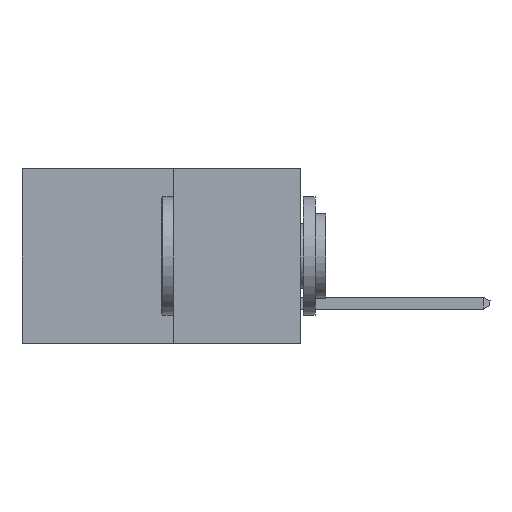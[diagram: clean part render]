
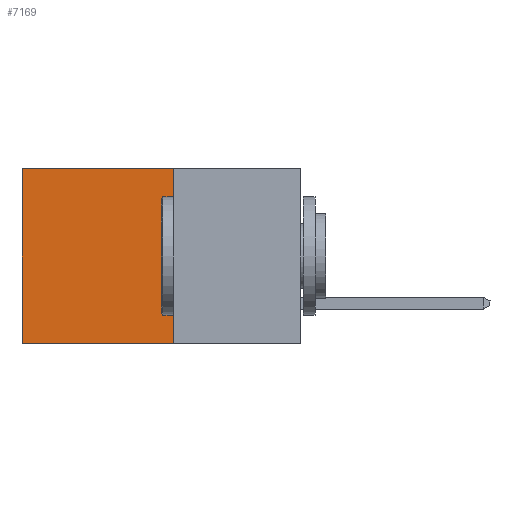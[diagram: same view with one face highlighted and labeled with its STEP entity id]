
A CAD part, left-side view. The second image highlights one B-rep face of the part: STEP entity #7169.
In plain terms, the highlighted planar face has unit normal (-1, 0, 0).
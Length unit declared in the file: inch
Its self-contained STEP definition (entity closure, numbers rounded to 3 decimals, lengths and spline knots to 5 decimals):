
#352 = EDGE_CURVE ( 'NONE', #3808, #8222, #9224, .T. ) ;
#771 = EDGE_CURVE ( 'NONE', #8222, #3470, #1848, .T. ) ;
#809 = CARTESIAN_POINT ( 'NONE',  ( 0.277, 0.27, -0.37 ) ) ;
#1418 = PLANE ( 'NONE',  #8774 ) ;
#1759 = DIRECTION ( 'NONE',  ( 0., 1., 0. ) ) ;
#1848 = LINE ( 'NONE', #2089, #10664 ) ;
#2002 = EDGE_CURVE ( 'NONE', #6345, #3470, #9100, .T. ) ;
#2089 = CARTESIAN_POINT ( 'NONE',  ( 0.277, 0.59, -0.37 ) ) ;
#2247 = CARTESIAN_POINT ( 'NONE',  ( 0.277, 0.27, 0. ) ) ;
#2436 = DIRECTION ( 'NONE',  ( 0., 0., -1. ) ) ;
#2747 = VECTOR ( 'NONE', #4240, 39.37008 ) ;
#2890 = VECTOR ( 'NONE', #3691, 39.37008 ) ;
#3470 = VERTEX_POINT ( 'NONE', #5511 ) ;
#3691 = DIRECTION ( 'NONE',  ( 0., 0., -1. ) ) ;
#3736 = ORIENTED_EDGE ( 'NONE', *, *, #352, .T. ) ;
#3808 = VERTEX_POINT ( 'NONE', #2247 ) ;
#3830 = VECTOR ( 'NONE', #1759, 39.37008 ) ;
#4240 = DIRECTION ( 'NONE',  ( 0., 1., 0. ) ) ;
#5034 = CARTESIAN_POINT ( 'NONE',  ( 0.277, 0.27, -0.37 ) ) ;
#5278 = CARTESIAN_POINT ( 'NONE',  ( 0.277, 0.59, 0. ) ) ;
#5511 = CARTESIAN_POINT ( 'NONE',  ( 0.277, 0.59, -0.37 ) ) ;
#5823 = CARTESIAN_POINT ( 'NONE',  ( 0.277, 0.27, -0.37 ) ) ;
#5918 = EDGE_CURVE ( 'NONE', #3808, #6345, #9353, .T. ) ;
#6345 = VERTEX_POINT ( 'NONE', #10001 ) ;
#6362 = FACE_OUTER_BOUND ( 'NONE', #10650, .T. ) ;
#7169 = ADVANCED_FACE ( 'NONE', ( #6362 ), #1418, .F. ) ;
#7573 = DIRECTION ( 'NONE',  ( 1., 0., 0. ) ) ;
#7737 = ORIENTED_EDGE ( 'NONE', *, *, #771, .T. ) ;
#8222 = VERTEX_POINT ( 'NONE', #5278 ) ;
#8437 = CARTESIAN_POINT ( 'NONE',  ( 0.277, 0.27, 0. ) ) ;
#8756 = ORIENTED_EDGE ( 'NONE', *, *, #2002, .F. ) ;
#8774 = AXIS2_PLACEMENT_3D ( 'NONE', #5034, #7573, #2436 ) ;
#9100 = LINE ( 'NONE', #5823, #3830 ) ;
#9224 = LINE ( 'NONE', #8437, #2747 ) ;
#9353 = LINE ( 'NONE', #809, #2890 ) ;
#10001 = CARTESIAN_POINT ( 'NONE',  ( 0.277, 0.27, -0.37 ) ) ;
#10525 = DIRECTION ( 'NONE',  ( 0., 0., -1. ) ) ;
#10650 = EDGE_LOOP ( 'NONE', ( #7737, #8756, #10791, #3736 ) ) ;
#10664 = VECTOR ( 'NONE', #10525, 39.37008 ) ;
#10791 = ORIENTED_EDGE ( 'NONE', *, *, #5918, .F. ) ;
